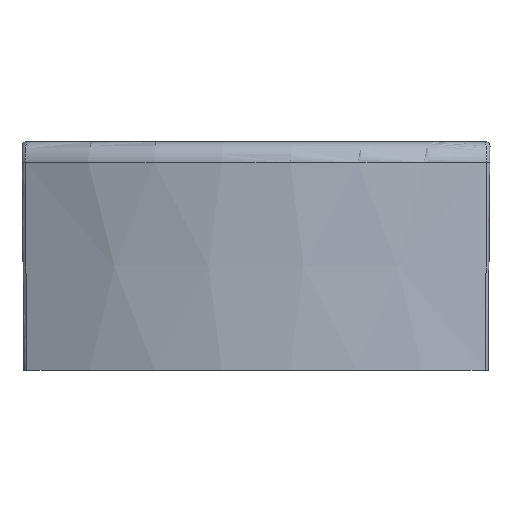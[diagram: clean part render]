
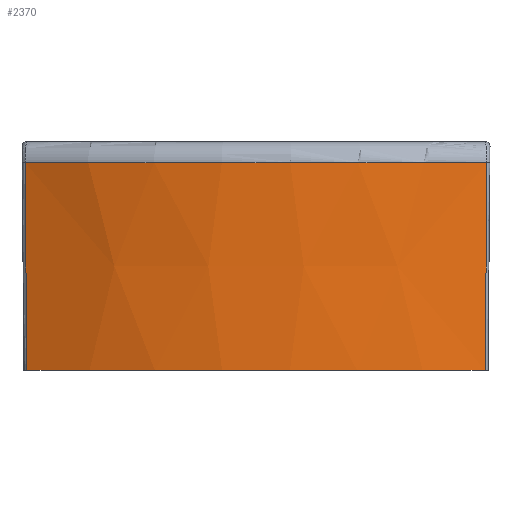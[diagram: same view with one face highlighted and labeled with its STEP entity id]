
A CAD part, front view. The second image highlights one B-rep face of the part: STEP entity #2370.
In plain terms, the highlighted conical face has half-angle 0.5 degrees and reference radius 49.986 mm.
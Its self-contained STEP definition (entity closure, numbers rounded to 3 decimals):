
#106=CONICAL_SURFACE('',#2577,49.986,0.009);
#527=FACE_OUTER_BOUND('',#662,.T.);
#662=EDGE_LOOP('',(#1640,#1641,#1642,#1643));
#805=CIRCLE('',#2573,50.16);
#807=CIRCLE('',#2578,49.986);
#869=B_SPLINE_CURVE_WITH_KNOTS('',3,(#3533,#3534,#3535,#3536),
 .UNSPECIFIED.,.F.,.F.,(4,4),(0.05,2.048),
 .UNSPECIFIED.);
#873=B_SPLINE_CURVE_WITH_KNOTS('',3,(#3630,#3631,#3632,#3633),
 .UNSPECIFIED.,.F.,.F.,(4,4),(-2.048,-0.05),
 .UNSPECIFIED.);
#986=VERTEX_POINT('',#3474);
#989=VERTEX_POINT('',#3504);
#990=VERTEX_POINT('',#3571);
#992=VERTEX_POINT('',#3601);
#1239=EDGE_CURVE('',#989,#986,#869,.T.);
#1245=EDGE_CURVE('',#990,#992,#873,.T.);
#1248=EDGE_CURVE('',#986,#990,#805,.T.);
#1253=EDGE_CURVE('',#989,#992,#807,.T.);
#1640=ORIENTED_EDGE('',*,*,#1245,.F.);
#1641=ORIENTED_EDGE('',*,*,#1248,.F.);
#1642=ORIENTED_EDGE('',*,*,#1239,.F.);
#1643=ORIENTED_EDGE('',*,*,#1253,.T.);
#2370=ADVANCED_FACE('',(#527),#106,.T.);
#2573=AXIS2_PLACEMENT_3D('',#3639,#2758,#2759);
#2577=AXIS2_PLACEMENT_3D('',#3647,#2768,#2769);
#2578=AXIS2_PLACEMENT_3D('',#3648,#2770,#2771);
#2758=DIRECTION('center_axis',(0.,0.,1.));
#2759=DIRECTION('ref_axis',(0.,-1.,0.));
#2768=DIRECTION('center_axis',(0.,0.,1.));
#2769=DIRECTION('ref_axis',(-0.446,-0.895,0.));
#2770=DIRECTION('center_axis',(0.,0.,1.));
#2771=DIRECTION('ref_axis',(-0.446,-0.895,0.));
#3474=CARTESIAN_POINT('',(0.104,5.004,19.983));
#3504=CARTESIAN_POINT('',(0.28,5.112,0.));
#3533=CARTESIAN_POINT('Ctrl Pts',(0.28,5.112,0.));
#3534=CARTESIAN_POINT('Ctrl Pts',(0.221,5.076,6.661));
#3535=CARTESIAN_POINT('Ctrl Pts',(0.163,5.04,13.322));
#3536=CARTESIAN_POINT('Ctrl Pts',(0.104,5.004,19.983));
#3571=CARTESIAN_POINT('',(44.496,5.004,19.983));
#3601=CARTESIAN_POINT('',(44.32,5.112,0.));
#3630=CARTESIAN_POINT('Ctrl Pts',(44.496,5.004,19.983));
#3631=CARTESIAN_POINT('Ctrl Pts',(44.437,5.04,13.322));
#3632=CARTESIAN_POINT('Ctrl Pts',(44.379,5.076,6.661));
#3633=CARTESIAN_POINT('Ctrl Pts',(44.32,5.112,0.));
#3639=CARTESIAN_POINT('Origin',(22.3,49.986,19.983));
#3647=CARTESIAN_POINT('Origin',(22.3,49.986,0.));
#3648=CARTESIAN_POINT('Origin',(22.3,49.986,0.));
